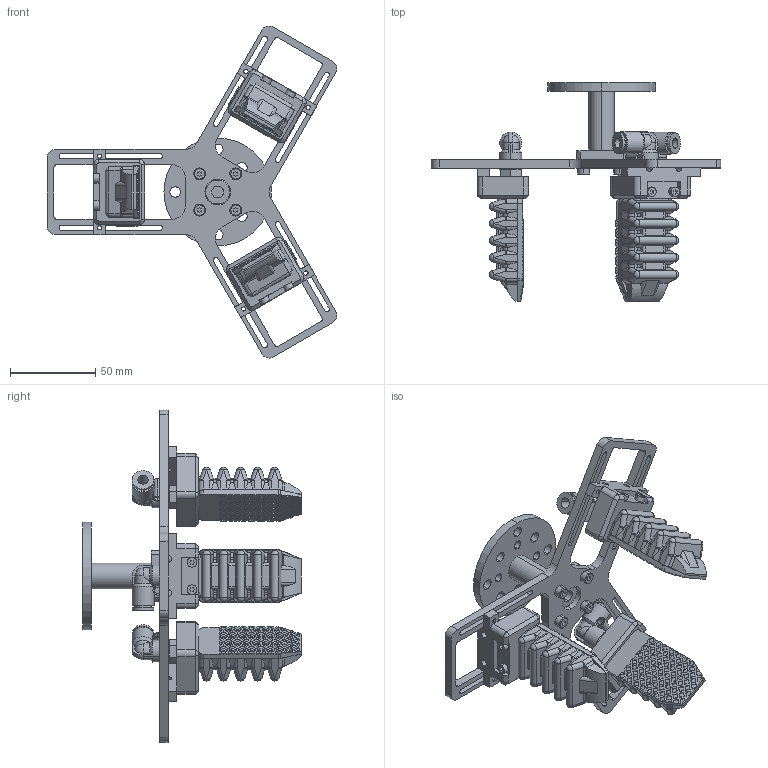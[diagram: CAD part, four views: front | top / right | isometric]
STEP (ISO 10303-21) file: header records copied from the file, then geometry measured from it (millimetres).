
FILE_DESCRIPTION (( 'STEP AP214' ), '1' );
FILE_NAME ('SAC3M3060.STEP', '2020-11-06T03:42:28', ( '' ), ( '' ), 'SwSTEP 2.0', 'SolidWorks 2016', '' );
FILE_SCHEMA (( 'AUTOMOTIVE_DESIGN' ));
Length unit declared in the file: millimetre
Products named in the file (3): SAC3M3060; SA3060软指模块（弯头）; SA3假蚾盓殤軞
Assembly tree (4 placements, depth 2):
  SAC3M3060
    SA3假蚾盓殤軞
    SA3060软指模块（弯头）  x3
Bounding box: 169.82 x 128 x 194.54 mm (x, y, z)
Volume: 192551.4 mm3; surface area: 92198.6 mm2
Topology: 18 solids, 18 shells, 2728 faces, 7163 edges, 4681 vertices
Faces by surface type: plane 2023, cylinder 560, torus 60, sphere 39, cone 34, bspline 12
Entity records: 43842 total; most frequent: CARTESIAN_POINT 6931, ORIENTED_EDGE 5444, DIRECTION 4894, EDGE_CURVE 2722, LINE 1902, VECTOR 1902, VERTEX_POINT 1785, AXIS2_PLACEMENT_3D 1496
